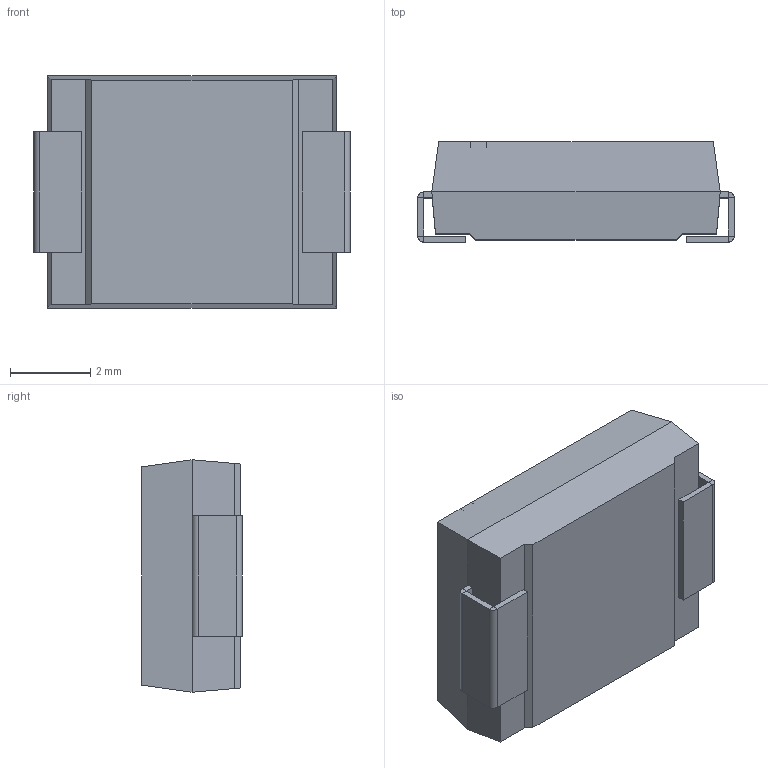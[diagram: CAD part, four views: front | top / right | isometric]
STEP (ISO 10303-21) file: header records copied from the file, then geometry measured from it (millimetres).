
FILE_DESCRIPTION (( 'STEP AP214' ), '1' );
FILE_NAME ('S3B.STEP', '2021-07-30T10:22:14', ( '' ), ( '' ), 'SwSTEP 2.0', 'SolidWorks 2017', '' );
FILE_SCHEMA (( 'AUTOMOTIVE_DESIGN' ));
Length unit declared in the file: millimetre
Products named in the file (1): S3B
Bounding box: 7.9 x 2.5 x 5.8 mm (x, y, z)
Volume: 98.5 mm3; surface area: 185.5 mm2
Topology: 4 solids, 4 shells, 76 faces, 160 edges, 92 vertices
Faces by surface type: plane 72, cylinder 4
Entity records: 2001 total; most frequent: CARTESIAN_POINT 329, DIRECTION 322, ORIENTED_EDGE 320, EDGE_CURVE 160, LINE 152, VECTOR 152, VERTEX_POINT 92, AXIS2_PLACEMENT_3D 85
